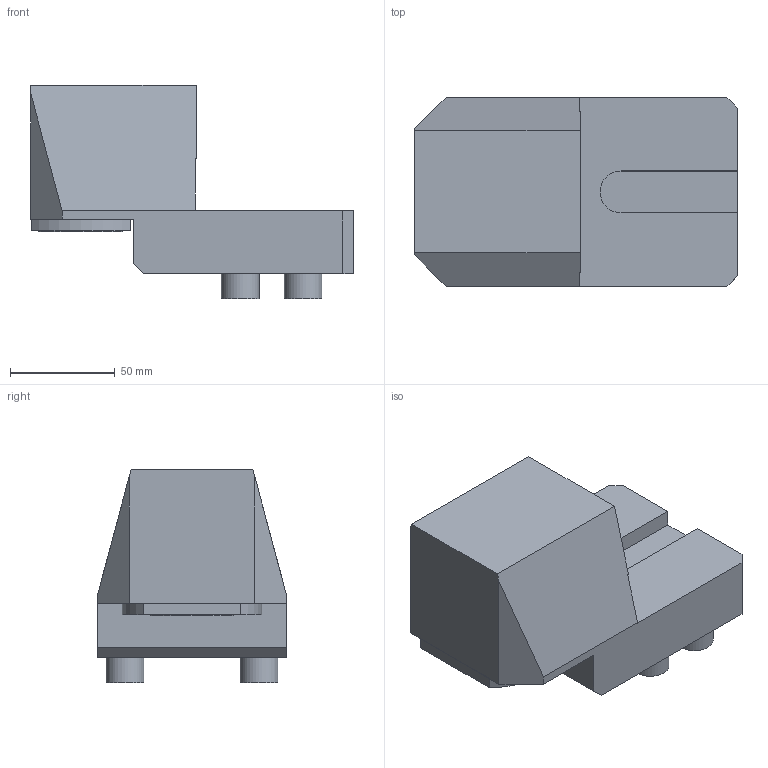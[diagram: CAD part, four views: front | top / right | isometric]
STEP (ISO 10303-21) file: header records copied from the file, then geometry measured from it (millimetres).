
FILE_DESCRIPTION(/* description */ (''),/* implementation_level */ '2;1');
FILE_NAME(/* name */ '1529070873239.stp',/* time_stamp */ '2018-06-15T15:54:38+02:00',/* author */ (''),/* organization */ ('SMS'),/* preprocessor_version */ 'ST-DEVELOPER v15',/* originating_system */ 'SIEMENS PLM Software NX 8.5',/* authorisation */ '');
FILE_SCHEMA (('AUTOMOTIVE_DESIGN { 1 0 10303 214 3 1 1 1 }'));
Length unit declared in the file: millimetre
Products named in the file (1): 200835890mod000_01
Bounding box: 154 x 90 x 102 mm (x, y, z)
Volume: 648631.3 mm3; surface area: 61590.6 mm2
Topology: 1 solids, 1 shells, 44 faces, 106 edges, 73 vertices
Faces by surface type: plane 33, cylinder 10, bspline 1
Full cylindrical faces by diameter (mm): 2.5 x1, 18 x4, 31.6 x1, 40 x1
Entity records: 1475 total; most frequent: CARTESIAN_POINT 430, DIRECTION 201, ORIENTED_EDGE 192, EDGE_CURVE 96, VERTEX_POINT 71, LINE 69, VECTOR 69, AXIS2_PLACEMENT_3D 66
